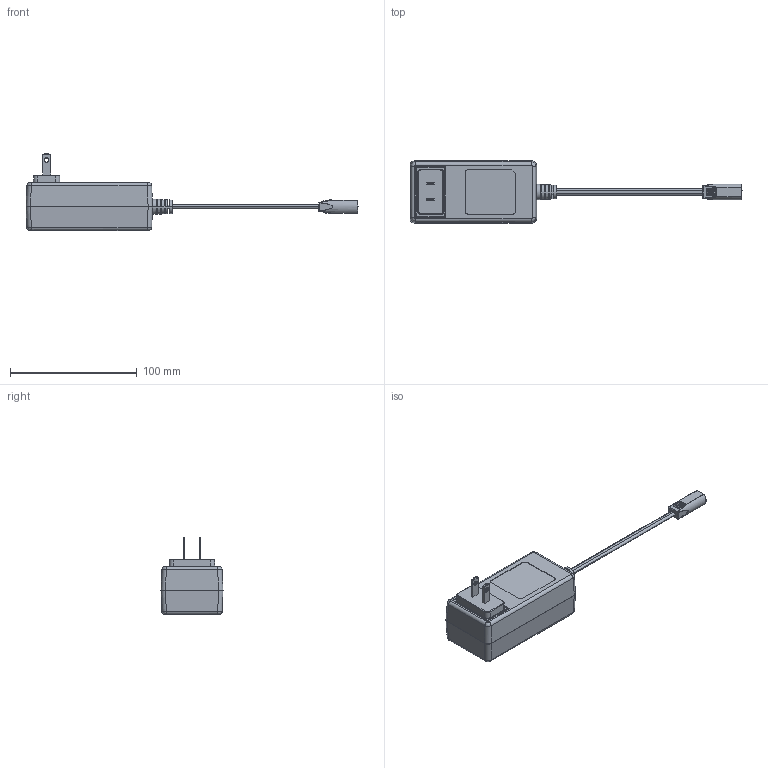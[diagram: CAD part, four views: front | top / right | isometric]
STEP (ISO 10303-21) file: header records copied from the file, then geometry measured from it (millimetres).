
FILE_DESCRIPTION (( 'STEP AP203' ), '1' );
FILE_NAME ('PD24.STEP', '2019-03-21T08:49:47', ( 'admin' ), ( 'Hewlett-Packard Company' ), 'SwSTEP 2.0', 'SolidWorks 2018', '' );
FILE_SCHEMA (( 'CONFIG_CONTROL_DESIGN' ));
Length unit declared in the file: millimetre
Products named in the file (1): PD24
Bounding box: 262.31 x 49 x 60.85 mm (x, y, z)
Volume: 189656.4 mm3; surface area: 25765.3 mm2
Topology: 1 solids, 1 shells, 519 faces, 1217 edges, 710 vertices
Faces by surface type: cylinder 172, plane 171, bspline 159, cone 13, torus 4
Entity records: 22152 total; most frequent: CARTESIAN_POINT 12336, ORIENTED_EDGE 2414, DIRECTION 1377, EDGE_CURVE 1207, VERTEX_POINT 710, B_SPLINE_CURVE_WITH_KNOTS 617, EDGE_LOOP 543, FACE_OUTER_BOUND 519
